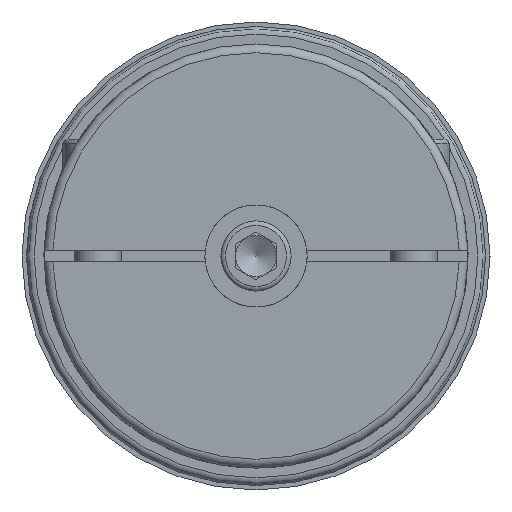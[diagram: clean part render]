
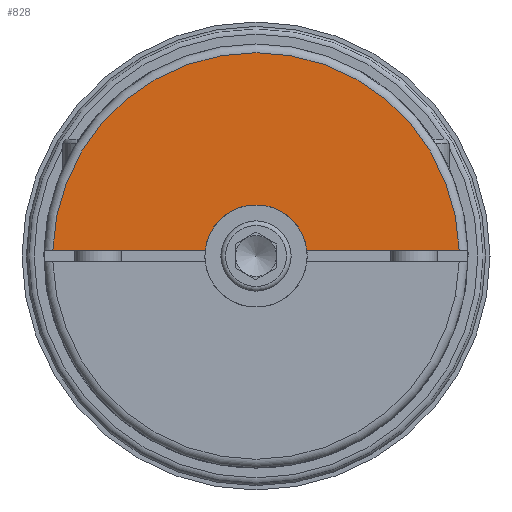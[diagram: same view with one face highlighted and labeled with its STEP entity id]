
A CAD part, left-side view. The second image highlights one B-rep face of the part: STEP entity #828.
In plain terms, the highlighted planar face has unit normal (-1, 0, 0).
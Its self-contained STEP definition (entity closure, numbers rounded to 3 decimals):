
#828 = ADVANCED_FACE( '', ( #1937 ), #1938, .F. );
#1937 = FACE_OUTER_BOUND( '', #3231, .T. );
#1938 = PLANE( '', #3232 );
#3231 = EDGE_LOOP( '', ( #5282, #5283, #5284, #5285 ) );
#3232 = AXIS2_PLACEMENT_3D( '', #5286, #5287, #5288 );
#5282 = ORIENTED_EDGE( '', *, *, #6784, .T. );
#5283 = ORIENTED_EDGE( '', *, *, #6279, .T. );
#5284 = ORIENTED_EDGE( '', *, *, #6110, .T. );
#5285 = ORIENTED_EDGE( '', *, *, #6372, .F. );
#5286 = CARTESIAN_POINT( '', ( 0., 0., 17. ) );
#5287 = DIRECTION( '', ( 1., 0., 0. ) );
#5288 = DIRECTION( '', ( 0., 0., 1. ) );
#6110 = EDGE_CURVE( '', #7004, #7002, #7005, .T. );
#6279 = EDGE_CURVE( '', #7286, #7004, #7287, .T. );
#6372 = EDGE_CURVE( '', #7432, #7002, #7435, .T. );
#6784 = EDGE_CURVE( '', #7432, #7286, #8029, .T. );
#7002 = VERTEX_POINT( '', #8292 );
#7004 = VERTEX_POINT( '', #8309 );
#7005 = LINE( '', #8310, #8311 );
#7286 = VERTEX_POINT( '', #8874 );
#7287 = CIRCLE( '', #8875, 17.5 );
#7432 = VERTEX_POINT( '', #9218 );
#7435 = CIRCLE( '', #9236, 69.5 );
#8029 = LINE( '', #11165, #11166 );
#8292 = CARTESIAN_POINT( '', ( 0., -69.471, 2. ) );
#8309 = CARTESIAN_POINT( '', ( 0., -17.385, 2. ) );
#8310 = CARTESIAN_POINT( '', ( 0., 101.6, 2. ) );
#8311 = VECTOR( '', #11465, 1000. );
#8874 = CARTESIAN_POINT( '', ( 0., 17.385, 2. ) );
#8875 = AXIS2_PLACEMENT_3D( '', #11703, #11704, #11705 );
#9218 = CARTESIAN_POINT( '', ( 0., 69.471, 2. ) );
#9236 = AXIS2_PLACEMENT_3D( '', #11832, #11833, #11834 );
#11165 = CARTESIAN_POINT( '', ( 0., 101.6, 2. ) );
#11166 = VECTOR( '', #12325, 1000. );
#11465 = DIRECTION( '', ( 0., -1., 0. ) );
#11703 = CARTESIAN_POINT( '', ( 0., 0., 0. ) );
#11704 = DIRECTION( '', ( 1., 0., 0. ) );
#11705 = DIRECTION( '', ( 0., -1., 0. ) );
#11832 = CARTESIAN_POINT( '', ( 0., 0., 0. ) );
#11833 = DIRECTION( '', ( 1., 0., 0. ) );
#11834 = DIRECTION( '', ( 0., 0., 1. ) );
#12325 = DIRECTION( '', ( 0., -1., 0. ) );
